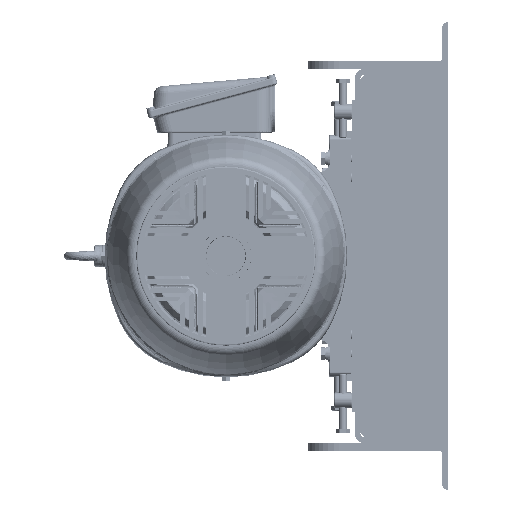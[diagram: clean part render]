
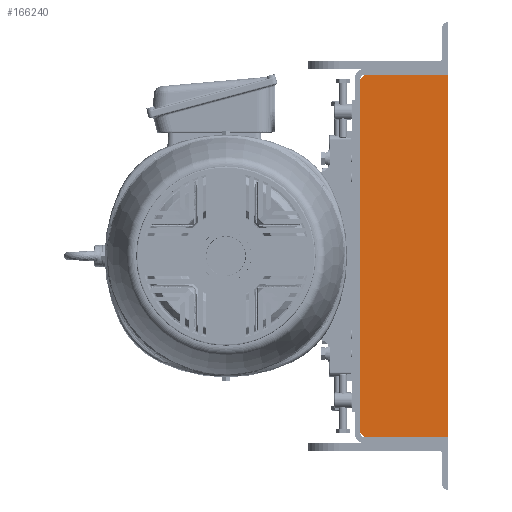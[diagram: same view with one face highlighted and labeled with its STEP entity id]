
A CAD part, left-side view. The second image highlights one B-rep face of the part: STEP entity #166240.
In plain terms, the highlighted planar face has unit normal (-1, 0, 0).
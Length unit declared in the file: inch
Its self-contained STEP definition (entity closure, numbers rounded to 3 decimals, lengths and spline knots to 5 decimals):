
#6740 = VECTOR ( 'NONE', #72346, 39.37008 ) ;
#9922 = VECTOR ( 'NONE', #12716, 39.37008 ) ;
#11797 = VERTEX_POINT ( 'NONE', #39970 ) ;
#12460 = EDGE_CURVE ( 'NONE', #202774, #152235, #272412, .T. ) ;
#12716 = DIRECTION ( 'NONE',  ( 0., 1., 0. ) ) ;
#19575 = EDGE_LOOP ( 'NONE', ( #84480, #68290, #108839, #237362, #149815, #32708 ) ) ;
#21423 = VERTEX_POINT ( 'NONE', #94604 ) ;
#26056 = LINE ( 'NONE', #116931, #6740 ) ;
#31487 = DIRECTION ( 'NONE',  ( 0., 0.707, 0.707 ) ) ;
#32708 = ORIENTED_EDGE ( 'NONE', *, *, #149114, .F. ) ;
#34139 = VECTOR ( 'NONE', #31487, 39.37008 ) ;
#37892 = LINE ( 'NONE', #230982, #34139 ) ;
#39970 = CARTESIAN_POINT ( 'NONE',  ( 0., 0., -0.375 ) ) ;
#68290 = ORIENTED_EDGE ( 'NONE', *, *, #70144, .F. ) ;
#70144 = EDGE_CURVE ( 'NONE', #21423, #11797, #26056, .T. ) ;
#72346 = DIRECTION ( 'NONE',  ( 0., -1., 0. ) ) ;
#79743 = LINE ( 'NONE', #190214, #161371 ) ;
#80431 = DIRECTION ( 'NONE',  ( 0., 0., 1. ) ) ;
#84480 = ORIENTED_EDGE ( 'NONE', *, *, #192274, .F. ) ;
#94604 = CARTESIAN_POINT ( 'NONE',  ( 0., 5.375, -0.375 ) ) ;
#98597 = CARTESIAN_POINT ( 'NONE',  ( 0., 0., -23.625 ) ) ;
#108839 = ORIENTED_EDGE ( 'NONE', *, *, #129528, .F. ) ;
#116931 = CARTESIAN_POINT ( 'NONE',  ( 0., 0., -0.375 ) ) ;
#117621 = DIRECTION ( 'NONE',  ( 0., -0.707, 0.707 ) ) ;
#125599 = CARTESIAN_POINT ( 'NONE',  ( 0., -1.40785, 0.29839 ) ) ;
#129528 = EDGE_CURVE ( 'NONE', #152235, #21423, #79743, .T. ) ;
#130415 = CARTESIAN_POINT ( 'NONE',  ( 0., 5.375, -23.625 ) ) ;
#146276 = CARTESIAN_POINT ( 'NONE',  ( 0., 5.625, -23.375 ) ) ;
#149114 = EDGE_CURVE ( 'NONE', #273047, #246098, #223292, .T. ) ;
#149373 = DIRECTION ( 'NONE',  ( 0., 0., 1. ) ) ;
#149815 = ORIENTED_EDGE ( 'NONE', *, *, #164419, .F. ) ;
#152235 = VERTEX_POINT ( 'NONE', #304630 ) ;
#158983 = AXIS2_PLACEMENT_3D ( 'NONE', #125599, #249194, #149373 ) ;
#161371 = VECTOR ( 'NONE', #117621, 39.37008 ) ;
#164419 = EDGE_CURVE ( 'NONE', #246098, #202774, #37892, .T. ) ;
#166240 = ADVANCED_FACE ( 'NONE', ( #176496 ), #222023, .T. ) ;
#176496 = FACE_OUTER_BOUND ( 'NONE', #19575, .T. ) ;
#181428 = CARTESIAN_POINT ( 'NONE',  ( 0., 0., -23.625 ) ) ;
#190214 = CARTESIAN_POINT ( 'NONE',  ( 0., 5.375, -0.375 ) ) ;
#192274 = EDGE_CURVE ( 'NONE', #11797, #273047, #208210, .T. ) ;
#202774 = VERTEX_POINT ( 'NONE', #146276 ) ;
#208210 = LINE ( 'NONE', #181428, #274207 ) ;
#222023 = PLANE ( 'NONE',  #158983 ) ;
#223292 = LINE ( 'NONE', #259958, #9922 ) ;
#230982 = CARTESIAN_POINT ( 'NONE',  ( 0., 5.625, -23.375 ) ) ;
#237362 = ORIENTED_EDGE ( 'NONE', *, *, #12460, .F. ) ;
#246098 = VERTEX_POINT ( 'NONE', #130415 ) ;
#249194 = DIRECTION ( 'NONE',  ( -1., 0., 0. ) ) ;
#252024 = DIRECTION ( 'NONE',  ( 0., 0., -1. ) ) ;
#259958 = CARTESIAN_POINT ( 'NONE',  ( 0., 5.375, -23.625 ) ) ;
#264684 = VECTOR ( 'NONE', #80431, 39.37008 ) ;
#272412 = LINE ( 'NONE', #281043, #264684 ) ;
#273047 = VERTEX_POINT ( 'NONE', #98597 ) ;
#274207 = VECTOR ( 'NONE', #252024, 39.37008 ) ;
#281043 = CARTESIAN_POINT ( 'NONE',  ( 0., 5.625, -0.625 ) ) ;
#304630 = CARTESIAN_POINT ( 'NONE',  ( 0., 5.625, -0.625 ) ) ;
